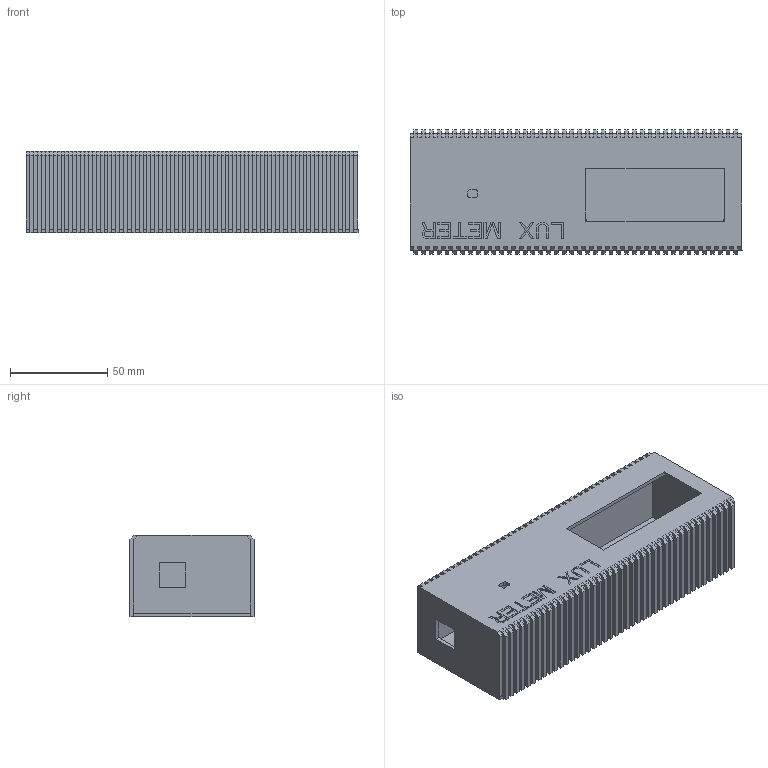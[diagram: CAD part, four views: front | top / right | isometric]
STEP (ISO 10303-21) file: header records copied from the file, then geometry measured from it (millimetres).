
FILE_DESCRIPTION((''),'2;1');
FILE_NAME('ASM0003_ASM','2024-06-11T16:44:08',('urban'),(''),'CREO PARAMETRIC BY PTC INC, 2021063','CREO PARAMETRIC BY PTC INC, 2021063','');
FILE_SCHEMA(('CONFIG_CONTROL_DESIGN'));
Products named in the file (3): BOTTOM; TOP; ASM0003_ASM
Assembly tree (2 placements, depth 2):
  ASM0003_ASM
    BOTTOM
    TOP
Bounding box: 171 x 64 x 41.78 mm (x, y, z)
Volume: 82427.7 mm3; surface area: 88743.7 mm2
Topology: 2 solids, 2 shells, 857 faces, 2339 edges, 1502 vertices
Faces by surface type: plane 837, cylinder 20
Entity records: 26423 total; most frequent: CARTESIAN_POINT 4703, ORIENTED_EDGE 4678, DIRECTION 4107, EDGE_CURVE 2339, VECTOR 2295, LINE 2295, VERTEX_POINT 1502, AXIS2_PLACEMENT_3D 906
